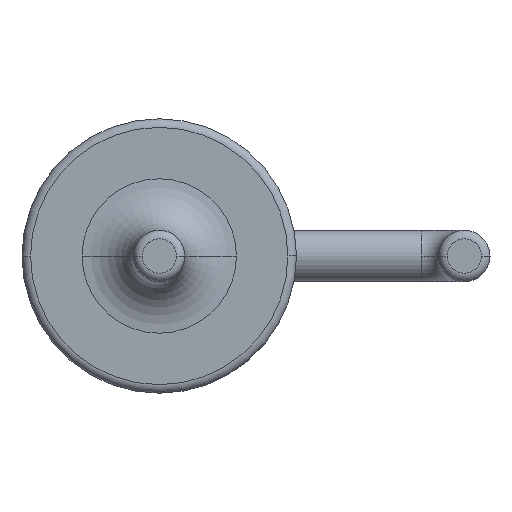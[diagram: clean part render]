
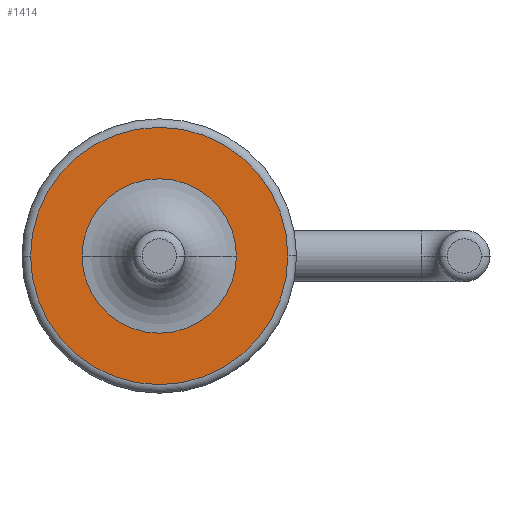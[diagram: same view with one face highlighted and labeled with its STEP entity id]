
A CAD part, left-side view. The second image highlights one B-rep face of the part: STEP entity #1414.
In plain terms, the highlighted planar face has unit normal (-1, 0, 0).
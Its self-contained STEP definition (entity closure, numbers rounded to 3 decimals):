
#16 = DIRECTION ( 'NONE',  ( 0., 1., 0. ) ) ;
#18 = PLANE ( 'NONE',  #296 ) ;
#42 = DIRECTION ( 'NONE',  ( -1., 0., 0. ) ) ;
#58 = DIRECTION ( 'NONE',  ( 0., 1., 0. ) ) ;
#132 = CIRCLE ( 'NONE', #912, 0.9 ) ;
#197 = CARTESIAN_POINT ( 'NONE',  ( -4.25, 1.5, 0. ) ) ;
#206 = FACE_OUTER_BOUND ( 'NONE', #2175, .T. ) ;
#229 = CARTESIAN_POINT ( 'NONE',  ( -4.25, 0.9, 0. ) ) ;
#249 = DIRECTION ( 'NONE',  ( 1., 0., 0. ) ) ;
#296 = AXIS2_PLACEMENT_3D ( 'NONE', #794, #1502, #1541 ) ;
#323 = CARTESIAN_POINT ( 'NONE',  ( -4.25, 0., 0. ) ) ;
#338 = AXIS2_PLACEMENT_3D ( 'NONE', #1248, #2322, #1407 ) ;
#348 = CARTESIAN_POINT ( 'NONE',  ( -4.25, -0.9, 0. ) ) ;
#395 = CARTESIAN_POINT ( 'NONE',  ( -4.25, 0., 0. ) ) ;
#675 = ORIENTED_EDGE ( 'NONE', *, *, #1876, .T. ) ;
#682 = CIRCLE ( 'NONE', #997, 1.5 ) ;
#695 = CARTESIAN_POINT ( 'NONE',  ( -4.25, -1.5, 0. ) ) ;
#737 = VERTEX_POINT ( 'NONE', #229 ) ;
#751 = AXIS2_PLACEMENT_3D ( 'NONE', #1582, #249, #58 ) ;
#794 = CARTESIAN_POINT ( 'NONE',  ( -4.25, 0., 0. ) ) ;
#840 = DIRECTION ( 'NONE',  ( 0., 1., 0. ) ) ;
#860 = DIRECTION ( 'NONE',  ( 1., 0., 0. ) ) ;
#900 = EDGE_CURVE ( 'NONE', #737, #2092, #132, .T. ) ;
#912 = AXIS2_PLACEMENT_3D ( 'NONE', #323, #860, #840 ) ;
#981 = FACE_BOUND ( 'NONE', #2209, .T. ) ;
#997 = AXIS2_PLACEMENT_3D ( 'NONE', #395, #42, #16 ) ;
#1033 = ORIENTED_EDGE ( 'NONE', *, *, #2106, .T. ) ;
#1248 = CARTESIAN_POINT ( 'NONE',  ( -4.25, 0., 0. ) ) ;
#1375 = VERTEX_POINT ( 'NONE', #197 ) ;
#1407 = DIRECTION ( 'NONE',  ( 0., 1., 0. ) ) ;
#1414 = ADVANCED_FACE ( 'NONE', ( #981, #206 ), #18, .F. ) ;
#1502 = DIRECTION ( 'NONE',  ( 1., 0., 0. ) ) ;
#1541 = DIRECTION ( 'NONE',  ( 0., 1., 0. ) ) ;
#1582 = CARTESIAN_POINT ( 'NONE',  ( -4.25, 0., 0. ) ) ;
#1607 = ORIENTED_EDGE ( 'NONE', *, *, #2334, .T. ) ;
#1641 = VERTEX_POINT ( 'NONE', #695 ) ;
#1680 = CIRCLE ( 'NONE', #338, 1.5 ) ;
#1769 = CIRCLE ( 'NONE', #751, 0.9 ) ;
#1876 = EDGE_CURVE ( 'NONE', #2092, #737, #1769, .T. ) ;
#2092 = VERTEX_POINT ( 'NONE', #348 ) ;
#2106 = EDGE_CURVE ( 'NONE', #1641, #1375, #682, .T. ) ;
#2175 = EDGE_LOOP ( 'NONE', ( #1607, #1033 ) ) ;
#2209 = EDGE_LOOP ( 'NONE', ( #2290, #675 ) ) ;
#2290 = ORIENTED_EDGE ( 'NONE', *, *, #900, .T. ) ;
#2322 = DIRECTION ( 'NONE',  ( -1., 0., 0. ) ) ;
#2334 = EDGE_CURVE ( 'NONE', #1375, #1641, #1680, .T. ) ;
